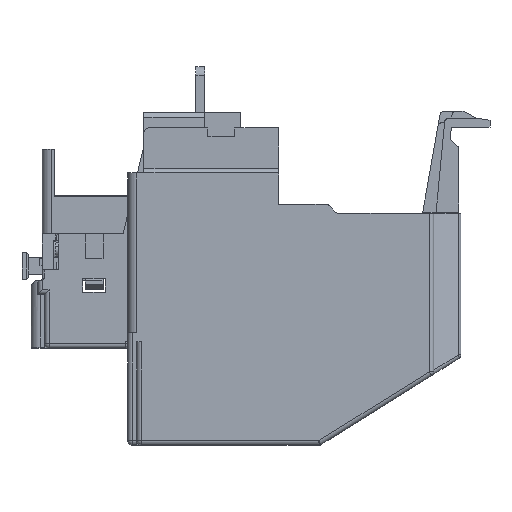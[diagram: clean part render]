
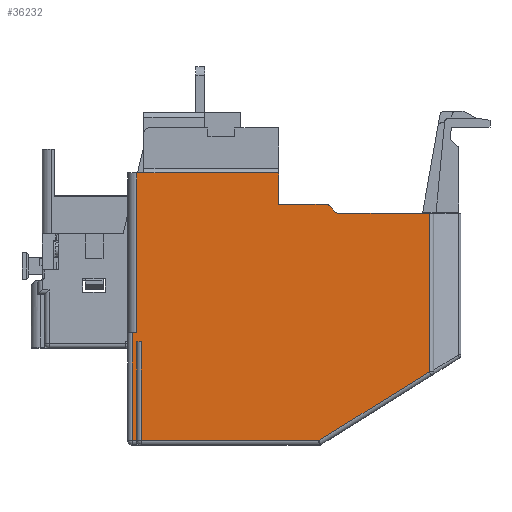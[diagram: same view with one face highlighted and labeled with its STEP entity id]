
A CAD part, left-side view. The second image highlights one B-rep face of the part: STEP entity #36232.
In plain terms, the highlighted planar face has unit normal (-1, 0, 0).
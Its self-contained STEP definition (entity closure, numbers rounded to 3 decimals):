
#584=DIRECTION('',(0.,0.,1.));
#585=VECTOR('',#584,7.);
#586=CARTESIAN_POINT('',(-68.188,16.748,31.));
#587=LINE('',#586,#585);
#588=DIRECTION('',(0.,1.,0.));
#589=VECTOR('',#588,10.586);
#590=CARTESIAN_POINT('',(-68.188,6.162,31.));
#591=LINE('',#590,#589);
#592=CARTESIAN_POINT('',(-68.188,6.162,30.));
#593=DIRECTION('',(-1.,0.,0.));
#594=DIRECTION('',(0.,-0.707,0.707));
#595=AXIS2_PLACEMENT_3D('',#592,#593,#594);
#597=DIRECTION('',(0.,0.707,0.707));
#598=VECTOR('',#597,2.);
#599=CARTESIAN_POINT('',(-68.188,4.041,29.293));
#600=LINE('',#599,#598);
#601=CARTESIAN_POINT('',(-68.188,3.334,30.));
#602=DIRECTION('',(1.,0.,0.));
#603=DIRECTION('',(0.,0.,-1.));
#604=AXIS2_PLACEMENT_3D('',#601,#602,#603);
#606=DIRECTION('',(0.,1.,0.));
#607=VECTOR('',#606,20.086);
#608=CARTESIAN_POINT('',(-68.188,-16.752,29.));
#609=LINE('',#608,#607);
#610=DIRECTION('',(0.,-0.848,0.53));
#611=VECTOR('',#610,28.933);
#612=CARTESIAN_POINT('',(-68.188,7.785,-21.5));
#613=LINE('',#612,#611);
#614=DIRECTION('',(0.,0.,1.));
#615=VECTOR('',#614,22.);
#616=CARTESIAN_POINT('',(-68.188,48.248,-21.5));
#617=LINE('',#616,#615);
#728=DIRECTION('',(0.,0.,1.));
#729=VECTOR('',#728,35.168);
#730=CARTESIAN_POINT('',(-68.188,-16.752,
-6.168));
#731=LINE('',#730,#729);
#5756=DIRECTION('',(0.,0.,-1.));
#5757=VECTOR('',#5756,24.);
#5758=CARTESIAN_POINT('',(-68.188,49.248,2.5));
#5759=LINE('',#5758,#5757);
#5783=DIRECTION('',(0.,1.,0.));
#5784=VECTOR('',#5783,1.);
#5785=CARTESIAN_POINT('',(-68.188,48.248,-21.5));
#5786=LINE('',#5785,#5784);
#10229=DIRECTION('',(0.,0.,1.));
#10230=VECTOR('',#10229,22.);
#10231=CARTESIAN_POINT('',(-68.188,47.248,-21.5));
#10232=LINE('',#10231,#10230);
#10237=DIRECTION('',(0.,1.,0.));
#10238=VECTOR('',#10237,1.);
#10239=CARTESIAN_POINT('',(-68.188,47.248,
0.5));
#10240=LINE('',#10239,#10238);
#10250=DIRECTION('',(0.,1.,0.));
#10251=VECTOR('',#10250,39.463);
#10252=CARTESIAN_POINT('',(-68.188,7.785,-21.5));
#10253=LINE('',#10252,#10251);
#15440=DIRECTION('',(0.,-1.,0.));
#15441=VECTOR('',#15440,1.6);
#15442=CARTESIAN_POINT('',(-68.188,48.248,38.));
#15443=LINE('',#15442,#15441);
#25777=DIRECTION('',(0.,-1.,0.));
#25778=VECTOR('',#25777,29.9);
#25779=CARTESIAN_POINT('',(-68.188,46.648,38.));
#25780=LINE('',#25779,#25778);
#25981=DIRECTION('',(0.,0.,1.));
#25982=VECTOR('',#25981,35.5);
#25983=CARTESIAN_POINT('',(-68.188,48.248,2.5));
#25984=LINE('',#25983,#25982);
#25985=DIRECTION('',(0.,-1.,0.));
#25986=VECTOR('',#25985,1.);
#25987=CARTESIAN_POINT('',(-68.188,49.248,2.5));
#25988=LINE('',#25987,#25986);
#27931=CARTESIAN_POINT('',(-68.188,48.248,38.));
#27932=VERTEX_POINT('',#27931);
#27933=CARTESIAN_POINT('',(-68.188,46.648,38.));
#27934=VERTEX_POINT('',#27933);
#28111=CARTESIAN_POINT('',(-68.188,16.748,38.));
#28112=VERTEX_POINT('',#28111);
#29049=CARTESIAN_POINT('',(-68.188,49.248,2.5));
#29051=VERTEX_POINT('',#29049);
#29999=CARTESIAN_POINT('',(-68.188,47.248,-21.5));
#30000=CARTESIAN_POINT('',(-68.188,47.248,
0.5));
#30001=VERTEX_POINT('',#29999);
#30002=VERTEX_POINT('',#30000);
#30007=CARTESIAN_POINT('',(-68.188,7.785,-21.5));
#30008=CARTESIAN_POINT('',(-68.188,-16.752,
-6.168));
#30009=VERTEX_POINT('',#30007);
#30010=VERTEX_POINT('',#30008);
#30722=CARTESIAN_POINT('',(-68.188,48.248,2.5));
#30724=VERTEX_POINT('',#30722);
#31590=CARTESIAN_POINT('',(-68.188,48.248,-21.5));
#31592=VERTEX_POINT('',#31590);
#31648=CARTESIAN_POINT('',(-68.188,49.248,-21.5));
#31649=VERTEX_POINT('',#31648);
#31721=CARTESIAN_POINT('',(-68.188,48.248,
0.5));
#31723=VERTEX_POINT('',#31721);
#32432=CARTESIAN_POINT('',(-68.188,3.334,29.));
#32433=VERTEX_POINT('',#32432);
#32434=CARTESIAN_POINT('',(-68.188,-16.752,29.));
#32435=VERTEX_POINT('',#32434);
#32875=CARTESIAN_POINT('',(-68.188,6.162,31.));
#32877=VERTEX_POINT('',#32875);
#32986=CARTESIAN_POINT('',(-68.188,4.041,
29.293));
#32987=CARTESIAN_POINT('',(-68.188,5.455,
30.707));
#32988=VERTEX_POINT('',#32986);
#32989=VERTEX_POINT('',#32987);
#33536=CARTESIAN_POINT('',(-68.188,16.748,31.));
#33538=VERTEX_POINT('',#33536);
#36191=CARTESIAN_POINT('',(-68.188,50.248,51.4));
#36192=DIRECTION('',(1.,0.,0.));
#36193=DIRECTION('',(0.,0.,-1.));
#36194=AXIS2_PLACEMENT_3D('',#36191,#36192,#36193);
#36195=PLANE('',#36194);
#36196=ORIENTED_EDGE('',*,*,#36173,.F.);
#36197=ORIENTED_EDGE('',*,*,#35712,.F.);
#36199=ORIENTED_EDGE('',*,*,#36198,.F.);
#36201=ORIENTED_EDGE('',*,*,#36200,.F.);
#36203=ORIENTED_EDGE('',*,*,#36202,.F.);
#36205=ORIENTED_EDGE('',*,*,#36204,.F.);
#36207=ORIENTED_EDGE('',*,*,#36206,.F.);
#36209=ORIENTED_EDGE('',*,*,#36208,.F.);
#36211=ORIENTED_EDGE('',*,*,#36210,.T.);
#36213=ORIENTED_EDGE('',*,*,#36212,.T.);
#36215=ORIENTED_EDGE('',*,*,#36214,.T.);
#36217=ORIENTED_EDGE('',*,*,#36216,.F.);
#36219=ORIENTED_EDGE('',*,*,#36218,.T.);
#36221=ORIENTED_EDGE('',*,*,#36220,.F.);
#36223=ORIENTED_EDGE('',*,*,#36222,.T.);
#36225=ORIENTED_EDGE('',*,*,#36224,.T.);
#36227=ORIENTED_EDGE('',*,*,#36226,.T.);
#36229=ORIENTED_EDGE('',*,*,#36228,.T.);
#36230=EDGE_LOOP('',(#36196,#36197,#36199,#36201,#36203,#36205,#36207,#36209,
#36211,#36213,#36215,#36217,#36219,#36221,#36223,#36225,#36227,#36229));
#36231=FACE_OUTER_BOUND('',#36230,.F.);
#36232=ADVANCED_FACE('',(#36231),#36195,.F.);
#596=CIRCLE('',#595,1.);
#605=CIRCLE('',#604,1.);
#35712=EDGE_CURVE('',#32877,#33538,#591,.T.);
#36173=EDGE_CURVE('',#33538,#28112,#587,.T.);
#36198=EDGE_CURVE('',#32989,#32877,#596,.T.);
#36200=EDGE_CURVE('',#32988,#32989,#600,.T.);
#36202=EDGE_CURVE('',#32433,#32988,#605,.T.);
#36204=EDGE_CURVE('',#32435,#32433,#609,.T.);
#36206=EDGE_CURVE('',#30010,#32435,#731,.T.);
#36208=EDGE_CURVE('',#30009,#30010,#613,.T.);
#36210=EDGE_CURVE('',#30009,#30001,#10253,.T.);
#36212=EDGE_CURVE('',#30001,#30002,#10232,.T.);
#36214=EDGE_CURVE('',#30002,#31723,#10240,.T.);
#36216=EDGE_CURVE('',#31592,#31723,#617,.T.);
#36218=EDGE_CURVE('',#31592,#31649,#5786,.T.);
#36220=EDGE_CURVE('',#29051,#31649,#5759,.T.);
#36222=EDGE_CURVE('',#29051,#30724,#25988,.T.);
#36224=EDGE_CURVE('',#30724,#27932,#25984,.T.);
#36226=EDGE_CURVE('',#27932,#27934,#15443,.T.);
#36228=EDGE_CURVE('',#27934,#28112,#25780,.T.);
